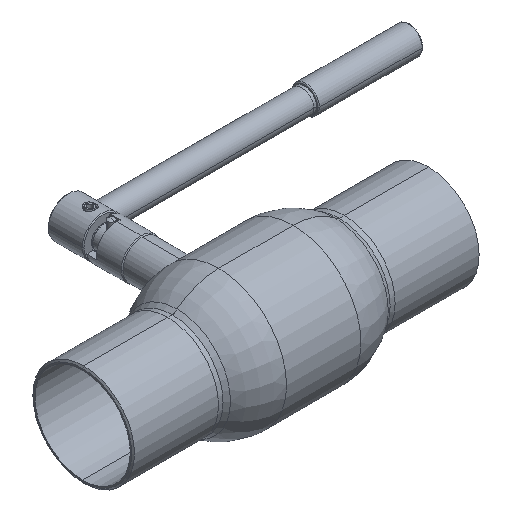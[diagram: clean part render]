
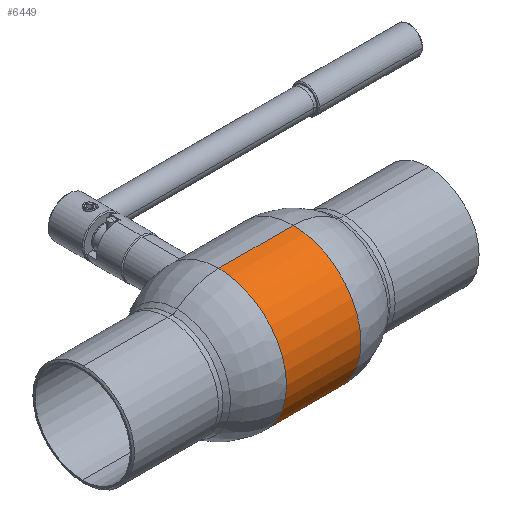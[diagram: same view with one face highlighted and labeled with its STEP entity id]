
A CAD part, isometric view. The second image highlights one B-rep face of the part: STEP entity #6449.
In plain terms, the highlighted cylindrical face has radius 76.2 mm (diameter 152.4 mm), a partial arc.
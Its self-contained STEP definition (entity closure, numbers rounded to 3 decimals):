
#6002 = EDGE_CURVE ( 'NONE', #6421, #6014, #8464, .T. ) ;
#6014 = VERTEX_POINT ( 'NONE', #8506 ) ;
#6015 = VERTEX_POINT ( 'NONE', #8505 ) ;
#6321 = EDGE_CURVE ( 'NONE', #6015, #6014, #9542, .T. ) ;
#6421 = VERTEX_POINT ( 'NONE', #9974 ) ;
#6429 = EDGE_CURVE ( 'NONE', #6431, #6015, #9862, .T. ) ;
#6431 = VERTEX_POINT ( 'NONE', #9853 ) ;
#6448 = EDGE_CURVE ( 'NONE', #6431, #6421, #9871, .T. ) ;
#6449 = ADVANCED_FACE ( 'NONE', ( #9872 ), #9902, .T. ) ;
#6450 = EDGE_LOOP ( 'NONE', ( #6451, #6452, #6453, #6454 ) ) ;
#6451 = ORIENTED_EDGE ( 'NONE', *, *, #6429, .F. ) ;
#6452 = ORIENTED_EDGE ( 'NONE', *, *, #6448, .T. ) ;
#6453 = ORIENTED_EDGE ( 'NONE', *, *, #6002, .T. ) ;
#6454 = ORIENTED_EDGE ( 'NONE', *, *, #6321, .F. ) ;
#8443 = DIRECTION ( 'NONE',  ( -1., 0., 0. ) ) ;
#8444 = VECTOR ( 'NONE', #8443, 1000. ) ;
#8445 = CARTESIAN_POINT ( 'NONE',  ( -101.314, 0., 76.2 ) ) ;
#8464 = LINE ( 'NONE', #8445, #8444 ) ;
#8505 = CARTESIAN_POINT ( 'NONE',  ( -41.855, 0., -76.2 ) ) ;
#8506 = CARTESIAN_POINT ( 'NONE',  ( -41.855, 0., 76.2 ) ) ;
#9368 = DIRECTION ( 'NONE',  ( 0., 0., 1. ) ) ;
#9539 = DIRECTION ( 'NONE',  ( -1., 0., 0. ) ) ;
#9540 = CARTESIAN_POINT ( 'NONE',  ( -41.855, 0., 0. ) ) ;
#9541 = AXIS2_PLACEMENT_3D ( 'NONE', #9540, #9539, #9368 ) ;
#9542 = CIRCLE ( 'NONE', #9541, 76.2 ) ;
#9853 = CARTESIAN_POINT ( 'NONE',  ( 41.855, 0., -76.2 ) ) ;
#9859 = DIRECTION ( 'NONE',  ( -1., 0., 0. ) ) ;
#9860 = VECTOR ( 'NONE', #9859, 1000. ) ;
#9861 = CARTESIAN_POINT ( 'NONE',  ( -101.314, 0., -76.2 ) ) ;
#9862 = LINE ( 'NONE', #9861, #9860 ) ;
#9867 = DIRECTION ( 'NONE',  ( 0., 0., 1. ) ) ;
#9868 = DIRECTION ( 'NONE',  ( -1., 0., 0. ) ) ;
#9869 = CARTESIAN_POINT ( 'NONE',  ( 41.855, 0., 0. ) ) ;
#9870 = AXIS2_PLACEMENT_3D ( 'NONE', #9869, #9868, #9867 ) ;
#9871 = CIRCLE ( 'NONE', #9870, 76.2 ) ;
#9872 = FACE_OUTER_BOUND ( 'NONE', #6450, .T. ) ;
#9897 = DIRECTION ( 'NONE',  ( 0., 0., 1. ) ) ;
#9898 = DIRECTION ( 'NONE',  ( -1., 0., 0. ) ) ;
#9899 = CARTESIAN_POINT ( 'NONE',  ( -101.314, 0., 0. ) ) ;
#9900 = AXIS2_PLACEMENT_3D ( 'NONE', #9899, #9898, #9897 ) ;
#9902 = CYLINDRICAL_SURFACE ( 'NONE', #9900, 76.2 ) ;
#9974 = CARTESIAN_POINT ( 'NONE',  ( 41.855, 0., 76.2 ) ) ;
